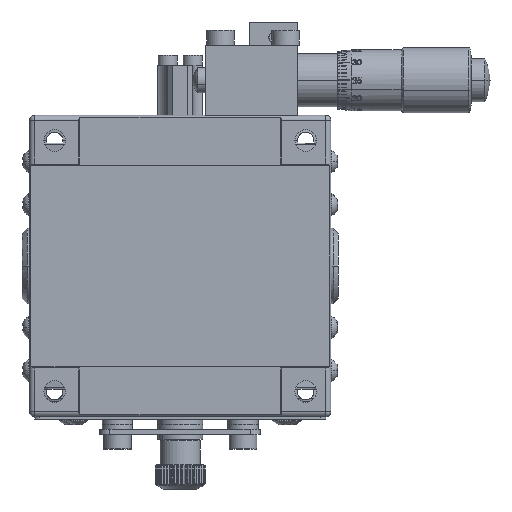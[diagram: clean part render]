
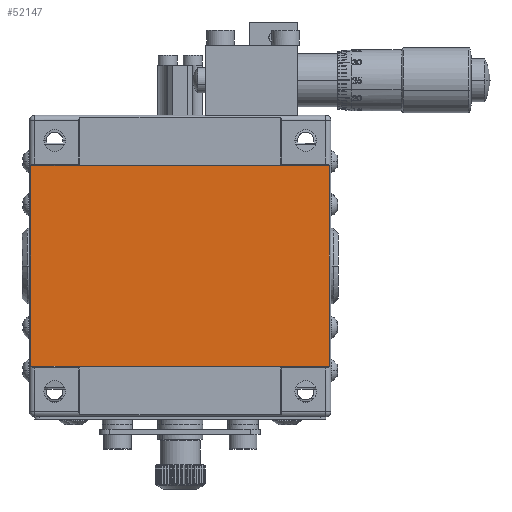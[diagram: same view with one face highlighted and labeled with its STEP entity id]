
A CAD part, front view. The second image highlights one B-rep face of the part: STEP entity #52147.
In plain terms, the highlighted planar face has unit normal (0, -1, 0).
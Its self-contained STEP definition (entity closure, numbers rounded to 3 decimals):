
#38 = PLANE ( 'NONE',  #49923 ) ;
#4555 = DIRECTION ( 'NONE',  ( 1., 0., 0. ) ) ;
#4758 = ORIENTED_EDGE ( 'NONE', *, *, #36343, .T. ) ;
#5185 = VECTOR ( 'NONE', #34144, 1000. ) ;
#7259 = LINE ( 'NONE', #35851, #20593 ) ;
#8401 = CARTESIAN_POINT ( 'NONE',  ( 29.714, -124.7, -20. ) ) ;
#8462 = CARTESIAN_POINT ( 'NONE',  ( -29.714, -124.7, -20. ) ) ;
#9108 = CARTESIAN_POINT ( 'NONE',  ( 30., -124.7, -20. ) ) ;
#10265 = EDGE_CURVE ( 'NONE', #22841, #49979, #7259, .T. ) ;
#10380 = LINE ( 'NONE', #46972, #5185 ) ;
#12219 = CARTESIAN_POINT ( 'NONE',  ( -29.714, -124.7, 20. ) ) ;
#12777 = EDGE_CURVE ( 'NONE', #22841, #12928, #10380, .T. ) ;
#12928 = VERTEX_POINT ( 'NONE', #8462 ) ;
#13338 = VECTOR ( 'NONE', #33702, 1000. ) ;
#15534 = DIRECTION ( 'NONE',  ( 0., 0., 1. ) ) ;
#15656 = ORIENTED_EDGE ( 'NONE', *, *, #25536, .T. ) ;
#17341 = CARTESIAN_POINT ( 'NONE',  ( 29.714, -124.7, 20. ) ) ;
#19041 = LINE ( 'NONE', #51380, #51502 ) ;
#20593 = VECTOR ( 'NONE', #15534, 1000. ) ;
#20632 = ORIENTED_EDGE ( 'NONE', *, *, #10265, .T. ) ;
#22841 = VERTEX_POINT ( 'NONE', #8401 ) ;
#25386 = DIRECTION ( 'NONE',  ( 0., 1., 0. ) ) ;
#25536 = EDGE_CURVE ( 'NONE', #35388, #12928, #19041, .T. ) ;
#33702 = DIRECTION ( 'NONE',  ( -1., 0., 0. ) ) ;
#34144 = DIRECTION ( 'NONE',  ( -1., 0., 0. ) ) ;
#35388 = VERTEX_POINT ( 'NONE', #12219 ) ;
#35851 = CARTESIAN_POINT ( 'NONE',  ( 29.714, -124.7, -20. ) ) ;
#36343 = EDGE_CURVE ( 'NONE', #49979, #35388, #40943, .T. ) ;
#37709 = CARTESIAN_POINT ( 'NONE',  ( 30., -124.7, 20. ) ) ;
#38888 = EDGE_LOOP ( 'NONE', ( #44556, #20632, #4758, #15656 ) ) ;
#40943 = LINE ( 'NONE', #37709, #13338 ) ;
#41161 = FACE_OUTER_BOUND ( 'NONE', #38888, .T. ) ;
#44556 = ORIENTED_EDGE ( 'NONE', *, *, #12777, .F. ) ;
#46972 = CARTESIAN_POINT ( 'NONE',  ( 30., -124.7, -20. ) ) ;
#47115 = DIRECTION ( 'NONE',  ( 0., 0., -1. ) ) ;
#49923 = AXIS2_PLACEMENT_3D ( 'NONE', #9108, #25386, #4555 ) ;
#49979 = VERTEX_POINT ( 'NONE', #17341 ) ;
#51380 = CARTESIAN_POINT ( 'NONE',  ( -29.714, -124.7, 20. ) ) ;
#51502 = VECTOR ( 'NONE', #47115, 1000. ) ;
#52147 = ADVANCED_FACE ( 'NONE', ( #41161 ), #38, .F. ) ;
